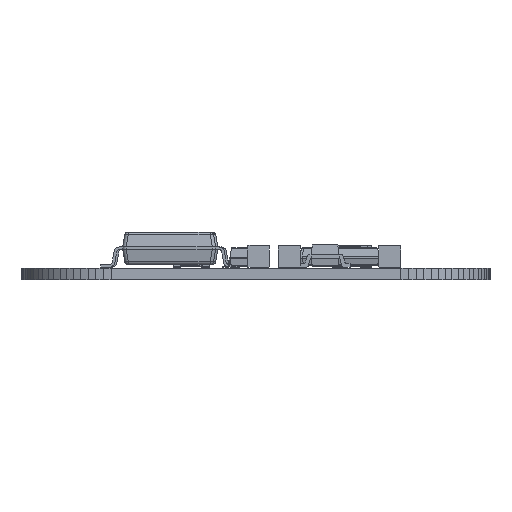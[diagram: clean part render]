
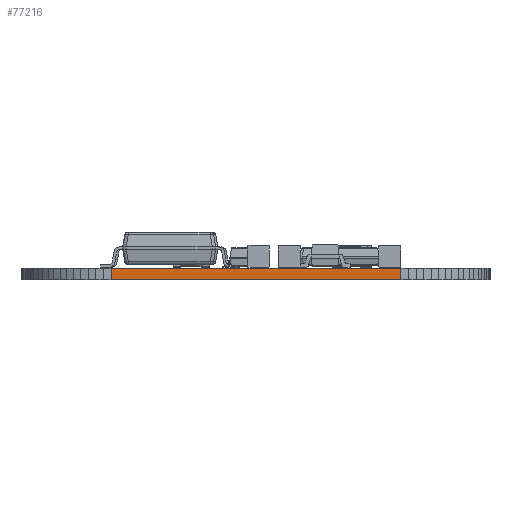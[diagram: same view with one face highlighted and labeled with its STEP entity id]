
A CAD part, front view. The second image highlights one B-rep face of the part: STEP entity #77216.
In plain terms, the highlighted planar face has unit normal (0, -1, 0).
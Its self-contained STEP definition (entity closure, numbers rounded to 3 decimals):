
#68815 = PLANE('',#68816);
#68816 = AXIS2_PLACEMENT_3D('',#68817,#68818,#68819);
#68817 = CARTESIAN_POINT('',(11.43,-24.13,0.68));
#68818 = DIRECTION('',(-0.,-0.,-1.));
#68819 = DIRECTION('',(-1.,0.,0.));
#68869 = PLANE('',#68870);
#68870 = AXIS2_PLACEMENT_3D('',#68871,#68872,#68873);
#68871 = CARTESIAN_POINT('',(11.43,-24.13,0.));
#68872 = DIRECTION('',(-0.,-0.,-1.));
#68873 = DIRECTION('',(-1.,0.,0.));
#69958 = VERTEX_POINT('',#69959);
#69959 = CARTESIAN_POINT('',(19.685,-53.975,0.));
#69973 = PLANE('',#69974);
#69974 = AXIS2_PLACEMENT_3D('',#69975,#69976,#69977);
#69975 = CARTESIAN_POINT('',(20.128,-53.956,0.));
#69976 = DIRECTION('',(0.044,-0.999,0.));
#69977 = DIRECTION('',(-0.999,-0.044,0.));
#69985 = EDGE_CURVE('',#69958,#69986,#69988,.T.);
#69986 = VERTEX_POINT('',#69987);
#69987 = CARTESIAN_POINT('',(3.175,-53.975,0.));
#69988 = SURFACE_CURVE('',#69989,(#69993,#70000),.PCURVE_S1.);
#69989 = LINE('',#69990,#69991);
#69990 = CARTESIAN_POINT('',(19.685,-53.975,0.));
#69991 = VECTOR('',#69992,1.);
#69992 = DIRECTION('',(-1.,0.,0.));
#69993 = PCURVE('',#68869,#69994);
#69994 = DEFINITIONAL_REPRESENTATION('',(#69995),#69999);
#69995 = LINE('',#69996,#69997);
#69996 = CARTESIAN_POINT('',(-8.255,-29.845));
#69997 = VECTOR('',#69998,1.);
#69998 = DIRECTION('',(1.,0.));
#69999 = ( GEOMETRIC_REPRESENTATION_CONTEXT(2) 
PARAMETRIC_REPRESENTATION_CONTEXT() REPRESENTATION_CONTEXT('2D SPACE',''
  ) );
#70000 = PCURVE('',#70001,#70006);
#70001 = PLANE('',#70002);
#70002 = AXIS2_PLACEMENT_3D('',#70003,#70004,#70005);
#70003 = CARTESIAN_POINT('',(19.685,-53.975,0.));
#70004 = DIRECTION('',(0.,-1.,0.));
#70005 = DIRECTION('',(-1.,0.,0.));
#70006 = DEFINITIONAL_REPRESENTATION('',(#70007),#70011);
#70007 = LINE('',#70008,#70009);
#70008 = CARTESIAN_POINT('',(0.,-0.));
#70009 = VECTOR('',#70010,1.);
#70010 = DIRECTION('',(1.,0.));
#70011 = ( GEOMETRIC_REPRESENTATION_CONTEXT(2) 
PARAMETRIC_REPRESENTATION_CONTEXT() REPRESENTATION_CONTEXT('2D SPACE',''
  ) );
#70029 = PLANE('',#70030);
#70030 = AXIS2_PLACEMENT_3D('',#70031,#70032,#70033);
#70031 = CARTESIAN_POINT('',(3.175,-53.975,0.));
#70032 = DIRECTION('',(-0.044,-0.999,0.));
#70033 = DIRECTION('',(-0.999,0.044,0.));
#73236 = VERTEX_POINT('',#73237);
#73237 = CARTESIAN_POINT('',(19.685,-53.975,0.68));
#73258 = EDGE_CURVE('',#73236,#73259,#73261,.T.);
#73259 = VERTEX_POINT('',#73260);
#73260 = CARTESIAN_POINT('',(3.175,-53.975,0.68));
#73261 = SURFACE_CURVE('',#73262,(#73266,#73273),.PCURVE_S1.);
#73262 = LINE('',#73263,#73264);
#73263 = CARTESIAN_POINT('',(19.685,-53.975,0.68));
#73264 = VECTOR('',#73265,1.);
#73265 = DIRECTION('',(-1.,0.,0.));
#73266 = PCURVE('',#68815,#73267);
#73267 = DEFINITIONAL_REPRESENTATION('',(#73268),#73272);
#73268 = LINE('',#73269,#73270);
#73269 = CARTESIAN_POINT('',(-8.255,-29.845));
#73270 = VECTOR('',#73271,1.);
#73271 = DIRECTION('',(1.,0.));
#73272 = ( GEOMETRIC_REPRESENTATION_CONTEXT(2) 
PARAMETRIC_REPRESENTATION_CONTEXT() REPRESENTATION_CONTEXT('2D SPACE',''
  ) );
#73273 = PCURVE('',#70001,#73274);
#73274 = DEFINITIONAL_REPRESENTATION('',(#73275),#73279);
#73275 = LINE('',#73276,#73277);
#73276 = CARTESIAN_POINT('',(0.,-0.68));
#73277 = VECTOR('',#73278,1.);
#73278 = DIRECTION('',(1.,0.));
#73279 = ( GEOMETRIC_REPRESENTATION_CONTEXT(2) 
PARAMETRIC_REPRESENTATION_CONTEXT() REPRESENTATION_CONTEXT('2D SPACE',''
  ) );
#77168 = EDGE_CURVE('',#69958,#73236,#77169,.T.);
#77169 = SURFACE_CURVE('',#77170,(#77174,#77181),.PCURVE_S1.);
#77170 = LINE('',#77171,#77172);
#77171 = CARTESIAN_POINT('',(19.685,-53.975,0.));
#77172 = VECTOR('',#77173,1.);
#77173 = DIRECTION('',(0.,0.,1.));
#77174 = PCURVE('',#69973,#77175);
#77175 = DEFINITIONAL_REPRESENTATION('',(#77176),#77180);
#77176 = LINE('',#77177,#77178);
#77177 = CARTESIAN_POINT('',(0.443,0.));
#77178 = VECTOR('',#77179,1.);
#77179 = DIRECTION('',(0.,-1.));
#77180 = ( GEOMETRIC_REPRESENTATION_CONTEXT(2) 
PARAMETRIC_REPRESENTATION_CONTEXT() REPRESENTATION_CONTEXT('2D SPACE',''
  ) );
#77181 = PCURVE('',#70001,#77182);
#77182 = DEFINITIONAL_REPRESENTATION('',(#77183),#77187);
#77183 = LINE('',#77184,#77185);
#77184 = CARTESIAN_POINT('',(0.,-0.));
#77185 = VECTOR('',#77186,1.);
#77186 = DIRECTION('',(0.,-1.));
#77187 = ( GEOMETRIC_REPRESENTATION_CONTEXT(2) 
PARAMETRIC_REPRESENTATION_CONTEXT() REPRESENTATION_CONTEXT('2D SPACE',''
  ) );
#77216 = ADVANCED_FACE('',(#77217),#70001,.T.);
#77217 = FACE_BOUND('',#77218,.T.);
#77218 = EDGE_LOOP('',(#77219,#77220,#77221,#77242));
#77219 = ORIENTED_EDGE('',*,*,#77168,.T.);
#77220 = ORIENTED_EDGE('',*,*,#73258,.T.);
#77221 = ORIENTED_EDGE('',*,*,#77222,.F.);
#77222 = EDGE_CURVE('',#69986,#73259,#77223,.T.);
#77223 = SURFACE_CURVE('',#77224,(#77228,#77235),.PCURVE_S1.);
#77224 = LINE('',#77225,#77226);
#77225 = CARTESIAN_POINT('',(3.175,-53.975,0.));
#77226 = VECTOR('',#77227,1.);
#77227 = DIRECTION('',(0.,0.,1.));
#77228 = PCURVE('',#70001,#77229);
#77229 = DEFINITIONAL_REPRESENTATION('',(#77230),#77234);
#77230 = LINE('',#77231,#77232);
#77231 = CARTESIAN_POINT('',(16.51,0.));
#77232 = VECTOR('',#77233,1.);
#77233 = DIRECTION('',(0.,-1.));
#77234 = ( GEOMETRIC_REPRESENTATION_CONTEXT(2) 
PARAMETRIC_REPRESENTATION_CONTEXT() REPRESENTATION_CONTEXT('2D SPACE',''
  ) );
#77235 = PCURVE('',#70029,#77236);
#77236 = DEFINITIONAL_REPRESENTATION('',(#77237),#77241);
#77237 = LINE('',#77238,#77239);
#77238 = CARTESIAN_POINT('',(0.,0.));
#77239 = VECTOR('',#77240,1.);
#77240 = DIRECTION('',(0.,-1.));
#77241 = ( GEOMETRIC_REPRESENTATION_CONTEXT(2) 
PARAMETRIC_REPRESENTATION_CONTEXT() REPRESENTATION_CONTEXT('2D SPACE',''
  ) );
#77242 = ORIENTED_EDGE('',*,*,#69985,.F.);
